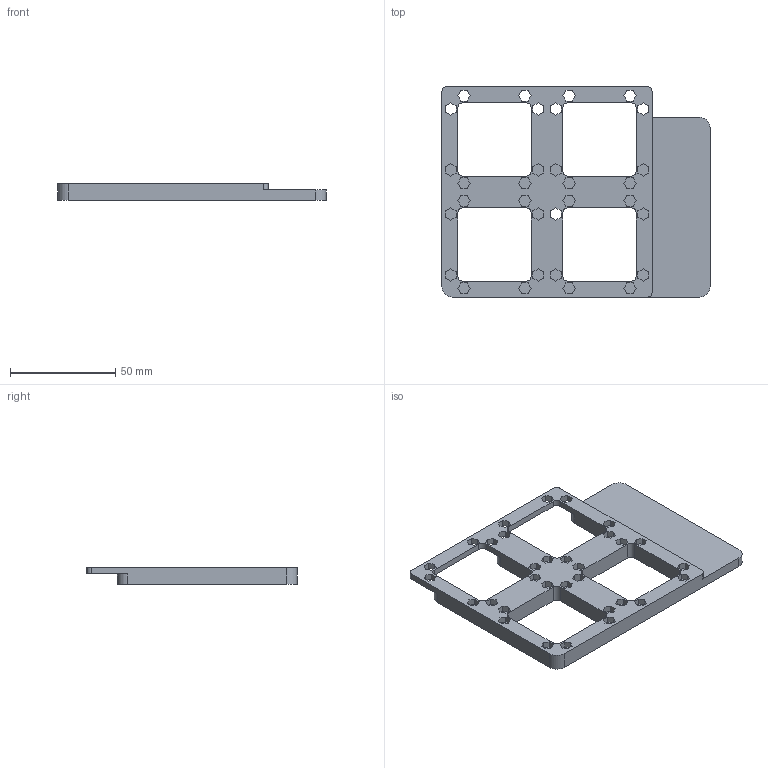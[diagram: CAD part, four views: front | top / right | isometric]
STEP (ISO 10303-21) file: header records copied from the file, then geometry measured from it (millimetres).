
FILE_DESCRIPTION(/* description */ (''),/* implementation_level */ '2;1');
FILE_NAME(/* name */ '70_Opentrons_UC2_Adapterplate.ipt.step',/* time_stamp */ '2022-11-29T08:28:46+01:00',/* author */ ('UC2'),/* organization */ (''),/* preprocessor_version */ 'ST-DEVELOPER v18.1',/* originating_system */ 'Autodesk Inventor 2022',/* authorisation */ '');
FILE_SCHEMA (('AUTOMOTIVE_DESIGN { 1 0 10303 214 3 1 1 }'));
Length unit declared in the file: millimetre
Products named in the file (1): 70_Opentrons_UC2_Adapterplate
Bounding box: 127.6 x 100 x 8 mm (x, y, z)
Volume: 45457.2 mm3; surface area: 23071.6 mm2
Topology: 1 solids, 1 shells, 269 faces, 737 edges, 491 vertices
Faces by surface type: plane 243, cylinder 26
Entity records: 8488 total; most frequent: CARTESIAN_POINT 1498, ORIENTED_EDGE 1474, DIRECTION 1329, EDGE_CURVE 737, LINE 685, VECTOR 685, VERTEX_POINT 491, AXIS2_PLACEMENT_3D 322
